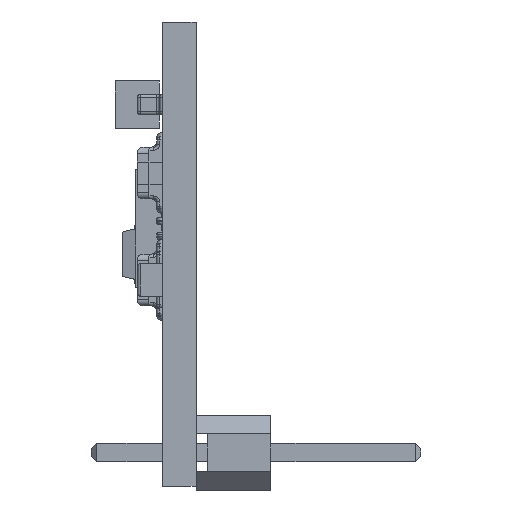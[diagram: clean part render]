
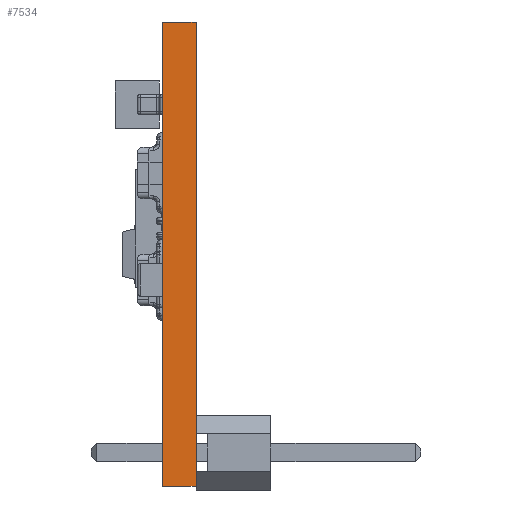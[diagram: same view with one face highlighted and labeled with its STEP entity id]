
A CAD part, left-side view. The second image highlights one B-rep face of the part: STEP entity #7534.
In plain terms, the highlighted planar face has unit normal (-1, 0, 0).
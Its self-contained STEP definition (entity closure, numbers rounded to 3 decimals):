
#650 = CARTESIAN_POINT ( 'NONE',  ( -10.554, 0.572, 7.874 ) ) ;
#1200 = DIRECTION ( 'NONE',  ( 1., 0., 0. ) ) ;
#1543 = EDGE_CURVE ( 'NONE', #23659, #24710, #14530, .T. ) ;
#2214 = VECTOR ( 'NONE', #12249, 1000. ) ;
#3345 = VERTEX_POINT ( 'NONE', #7805 ) ;
#6213 = CARTESIAN_POINT ( 'NONE',  ( -10.554, 0.572, -7.874 ) ) ;
#6434 = EDGE_CURVE ( 'NONE', #23659, #3345, #17750, .T. ) ;
#7400 = CARTESIAN_POINT ( 'NONE',  ( -10.554, -0.572, 7.874 ) ) ;
#7459 = CARTESIAN_POINT ( 'NONE',  ( -10.554, 0.572, -7.874 ) ) ;
#7534 = ADVANCED_FACE ( 'NONE', ( #21510 ), #13569, .F. ) ;
#7615 = DIRECTION ( 'NONE',  ( 0., -1., 0. ) ) ;
#7805 = CARTESIAN_POINT ( 'NONE',  ( -10.554, 0.572, 7.874 ) ) ;
#7817 = LINE ( 'NONE', #7400, #2214 ) ;
#10822 = LINE ( 'NONE', #25479, #24194 ) ;
#10868 = DIRECTION ( 'NONE',  ( 0., 0., 1. ) ) ;
#11189 = ORIENTED_EDGE ( 'NONE', *, *, #1543, .T. ) ;
#11475 = CARTESIAN_POINT ( 'NONE',  ( -10.554, 0.572, 7.874 ) ) ;
#11969 = EDGE_CURVE ( 'NONE', #24710, #21536, #7817, .T. ) ;
#12249 = DIRECTION ( 'NONE',  ( 0., 0., 1. ) ) ;
#13569 = PLANE ( 'NONE',  #26679 ) ;
#14530 = LINE ( 'NONE', #7459, #23329 ) ;
#15029 = DIRECTION ( 'NONE',  ( 0., -1., 0. ) ) ;
#15429 = VECTOR ( 'NONE', #10868, 1000. ) ;
#16251 = ORIENTED_EDGE ( 'NONE', *, *, #11969, .T. ) ;
#16731 = CARTESIAN_POINT ( 'NONE',  ( -10.554, -0.572, 7.874 ) ) ;
#16798 = ORIENTED_EDGE ( 'NONE', *, *, #6434, .F. ) ;
#17750 = LINE ( 'NONE', #650, #15429 ) ;
#19955 = ORIENTED_EDGE ( 'NONE', *, *, #24908, .F. ) ;
#20078 = DIRECTION ( 'NONE',  ( 0., 0., -1. ) ) ;
#21510 = FACE_OUTER_BOUND ( 'NONE', #25201, .T. ) ;
#21536 = VERTEX_POINT ( 'NONE', #16731 ) ;
#22354 = CARTESIAN_POINT ( 'NONE',  ( -10.554, -0.572, -7.874 ) ) ;
#23329 = VECTOR ( 'NONE', #7615, 1000. ) ;
#23659 = VERTEX_POINT ( 'NONE', #6213 ) ;
#24194 = VECTOR ( 'NONE', #15029, 1000. ) ;
#24710 = VERTEX_POINT ( 'NONE', #22354 ) ;
#24908 = EDGE_CURVE ( 'NONE', #3345, #21536, #10822, .T. ) ;
#25201 = EDGE_LOOP ( 'NONE', ( #16251, #19955, #16798, #11189 ) ) ;
#25479 = CARTESIAN_POINT ( 'NONE',  ( -10.554, 0.572, 7.874 ) ) ;
#26679 = AXIS2_PLACEMENT_3D ( 'NONE', #11475, #1200, #20078 ) ;
